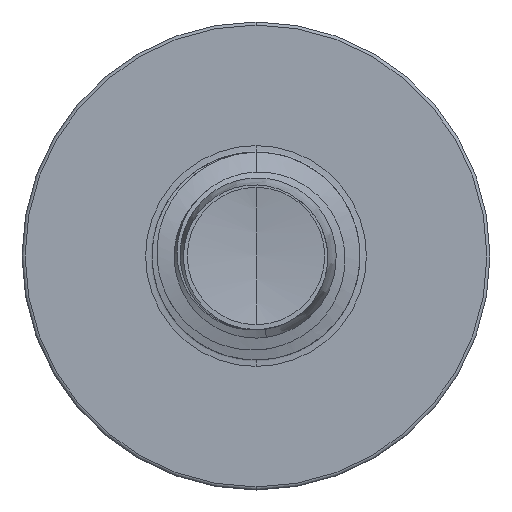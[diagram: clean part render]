
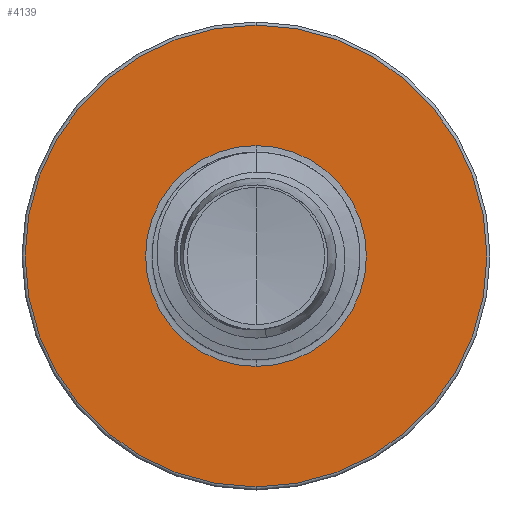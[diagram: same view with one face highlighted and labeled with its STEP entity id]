
A CAD part, front view. The second image highlights one B-rep face of the part: STEP entity #4139.
In plain terms, the highlighted planar face has unit normal (0, -1, 0).
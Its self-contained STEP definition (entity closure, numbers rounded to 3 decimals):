
#338 = DIRECTION ( 'NONE',  ( 0., 1., 0. ) ) ;
#601 = FACE_BOUND ( 'NONE', #16568, .T. ) ;
#696 = DIRECTION ( 'NONE',  ( 0., 1., 0. ) ) ;
#1392 = AXIS2_PLACEMENT_3D ( 'NONE', #17628, #8956, #19036 ) ;
#1968 = EDGE_CURVE ( 'NONE', #12403, #11455, #12306, .T. ) ;
#2579 = AXIS2_PLACEMENT_3D ( 'NONE', #9916, #696, #11401 ) ;
#2876 = CARTESIAN_POINT ( 'NONE',  ( 0., 8.5, -6.66 ) ) ;
#3457 = CARTESIAN_POINT ( 'NONE',  ( 0., 8.5, 0. ) ) ;
#3975 = DIRECTION ( 'NONE',  ( 0., 1., 0. ) ) ;
#4139 = ADVANCED_FACE ( 'NONE', ( #9273, #601 ), #18186, .F. ) ;
#4785 = VERTEX_POINT ( 'NONE', #19106 ) ;
#5124 = CIRCLE ( 'NONE', #2579, 3.186 ) ;
#5533 = AXIS2_PLACEMENT_3D ( 'NONE', #13907, #338, #11059 ) ;
#7716 = AXIS2_PLACEMENT_3D ( 'NONE', #13001, #3975, #14436 ) ;
#8177 = CARTESIAN_POINT ( 'NONE',  ( 0., 8.5, -3.186 ) ) ;
#8368 = ORIENTED_EDGE ( 'NONE', *, *, #18838, .F. ) ;
#8663 = DIRECTION ( 'NONE',  ( 0., 1., 0. ) ) ;
#8721 = AXIS2_PLACEMENT_3D ( 'NONE', #3457, #8663, #16308 ) ;
#8956 = DIRECTION ( 'NONE',  ( 0., 1., 0. ) ) ;
#9273 = FACE_OUTER_BOUND ( 'NONE', #9331, .T. ) ;
#9331 = EDGE_LOOP ( 'NONE', ( #10728, #8368 ) ) ;
#9436 = EDGE_CURVE ( 'NONE', #4785, #17552, #12942, .T. ) ;
#9916 = CARTESIAN_POINT ( 'NONE',  ( 0., 8.5, 0. ) ) ;
#10285 = ORIENTED_EDGE ( 'NONE', *, *, #18727, .T. ) ;
#10728 = ORIENTED_EDGE ( 'NONE', *, *, #9436, .F. ) ;
#11059 = DIRECTION ( 'NONE',  ( 0., 0., 1. ) ) ;
#11334 = ORIENTED_EDGE ( 'NONE', *, *, #1968, .T. ) ;
#11401 = DIRECTION ( 'NONE',  ( 0., 0., 1. ) ) ;
#11455 = VERTEX_POINT ( 'NONE', #8177 ) ;
#12306 = CIRCLE ( 'NONE', #8721, 3.186 ) ;
#12403 = VERTEX_POINT ( 'NONE', #16684 ) ;
#12942 = CIRCLE ( 'NONE', #1392, 6.66 ) ;
#13001 = CARTESIAN_POINT ( 'NONE',  ( 0., 8.5, 0. ) ) ;
#13907 = CARTESIAN_POINT ( 'NONE',  ( 0., 8.5, -3.186 ) ) ;
#14436 = DIRECTION ( 'NONE',  ( 0., 0., 1. ) ) ;
#16010 = CIRCLE ( 'NONE', #7716, 6.66 ) ;
#16308 = DIRECTION ( 'NONE',  ( 0., 0., 1. ) ) ;
#16568 = EDGE_LOOP ( 'NONE', ( #11334, #10285 ) ) ;
#16684 = CARTESIAN_POINT ( 'NONE',  ( 0., 8.5, 3.186 ) ) ;
#17552 = VERTEX_POINT ( 'NONE', #2876 ) ;
#17628 = CARTESIAN_POINT ( 'NONE',  ( 0., 8.5, 0. ) ) ;
#18186 = PLANE ( 'NONE',  #5533 ) ;
#18727 = EDGE_CURVE ( 'NONE', #11455, #12403, #5124, .T. ) ;
#18838 = EDGE_CURVE ( 'NONE', #17552, #4785, #16010, .T. ) ;
#19036 = DIRECTION ( 'NONE',  ( 0., 0., 1. ) ) ;
#19106 = CARTESIAN_POINT ( 'NONE',  ( 0., 8.5, 6.66 ) ) ;
